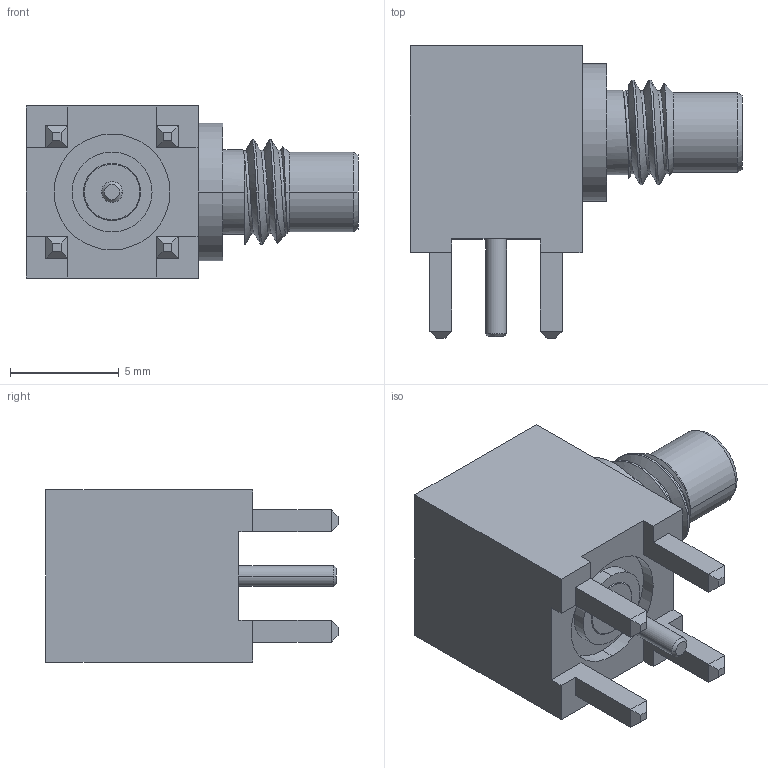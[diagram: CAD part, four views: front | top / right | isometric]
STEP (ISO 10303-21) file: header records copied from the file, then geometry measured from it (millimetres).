
FILE_DESCRIPTION((''),'2;1');
FILE_NAME('903-378J-52A_SW0001','2019-12-06T',('Kaviyarasan'),(''),'CREO PARAMETRIC BY PTC INC, 2018360','CREO PARAMETRIC BY PTC INC, 2018360','');
FILE_SCHEMA(('CONFIG_CONTROL_DESIGN'));
Length unit declared in the file: millimetre
Products named in the file (1): 903-378J-52A_SW0001
Bounding box: 15.29 x 13.46 x 7.92 mm (x, y, z)
Volume: 676.5 mm3; surface area: 665.1 mm2
Topology: 1 solids, 1 shells, 95 faces, 224 edges, 140 vertices
Faces by surface type: plane 57, cylinder 21, cone 14, bspline 3
Entity records: 4253 total; most frequent: CARTESIAN_POINT 2030, ORIENTED_EDGE 448, DIRECTION 444, EDGE_CURVE 224, VECTOR 154, LINE 154, AXIS2_PLACEMENT_3D 145, VERTEX_POINT 140
